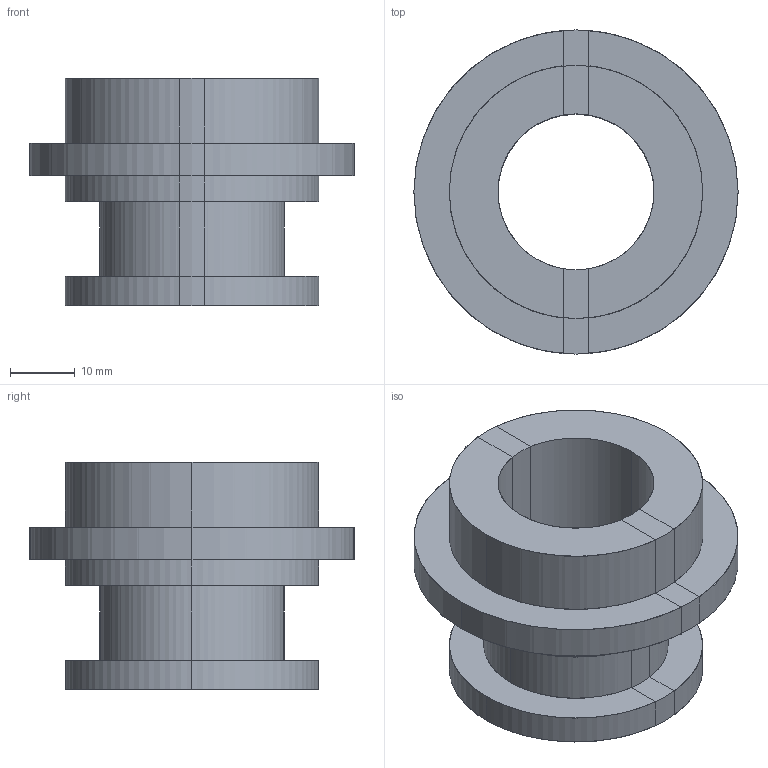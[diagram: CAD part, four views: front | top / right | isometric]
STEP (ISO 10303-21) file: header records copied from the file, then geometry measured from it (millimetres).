
FILE_DESCRIPTION (( 'STEP AP214' ), '1' );
FILE_NAME ('5408031.stp', '2018-01-03T12:48:01', ( '' ), ( '' ), 'SwSTEP 2.0', 'SolidWorks 2016', '' );
FILE_SCHEMA (( 'AUTOMOTIVE_DESIGN' ));
Length unit declared in the file: millimetre
Products named in the file (3): 5408031; Drehteil; Potentialanschluss_getrennt.1
Assembly tree (3 placements, depth 2):
  5408031
    Drehteil
    Potentialanschluss_getrennt.1  x2
Bounding box: 49.9 x 49.9 x 35 mm (x, y, z)
Volume: 44823.4 mm3; surface area: 21756.8 mm2
Topology: 3 solids, 3 shells, 52 faces, 126 edges, 84 vertices
Faces by surface type: cylinder 30, plane 22
Entity records: 1524 total; most frequent: DIRECTION 205, CARTESIAN_POINT 176, ORIENTED_EDGE 162, AXIS2_PLACEMENT_3D 83, EDGE_CURVE 81, VERTEX_POINT 54, UNCERTAINTY_MEASURE_WITH_UNIT 42, CIRCLE 42
